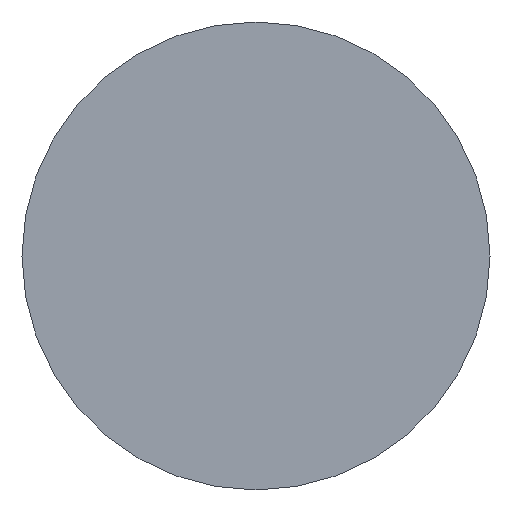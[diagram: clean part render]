
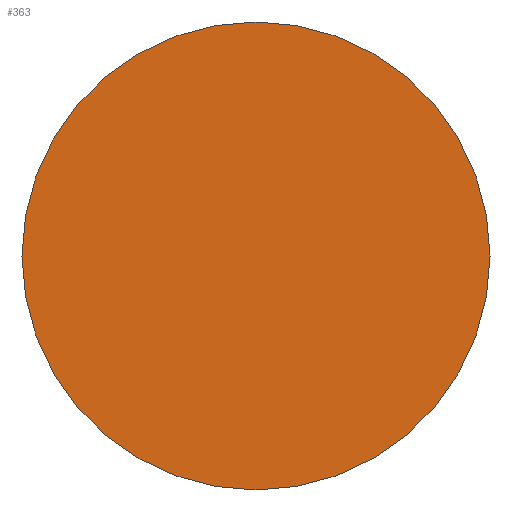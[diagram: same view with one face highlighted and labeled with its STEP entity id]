
A CAD part, front view. The second image highlights one B-rep face of the part: STEP entity #363.
In plain terms, the highlighted planar face has unit normal (0, -1, 0).
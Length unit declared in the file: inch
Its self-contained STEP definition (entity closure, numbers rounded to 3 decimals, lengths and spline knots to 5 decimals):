
#34 = FACE_OUTER_BOUND ( 'NONE', #412, .T. ) ;
#85 = DIRECTION ( 'NONE',  ( 0., 0., -1. ) ) ;
#87 = CARTESIAN_POINT ( 'NONE',  ( 0., 0., 0.3125 ) ) ;
#104 = VERTEX_POINT ( 'NONE', #87 ) ;
#138 = ORIENTED_EDGE ( 'NONE', *, *, #331, .T. ) ;
#141 = CARTESIAN_POINT ( 'NONE',  ( 0., 0., 0. ) ) ;
#151 = AXIS2_PLACEMENT_3D ( 'NONE', #141, #274, #413 ) ;
#175 = CARTESIAN_POINT ( 'NONE',  ( 0., 0., -0.3125 ) ) ;
#185 = ORIENTED_EDGE ( 'NONE', *, *, #230, .T. ) ;
#215 = CARTESIAN_POINT ( 'NONE',  ( 0., 0., 0. ) ) ;
#225 = AXIS2_PLACEMENT_3D ( 'NONE', #386, #269, #420 ) ;
#230 = EDGE_CURVE ( 'NONE', #104, #376, #381, .T. ) ;
#269 = DIRECTION ( 'NONE',  ( 0., -1., 0. ) ) ;
#274 = DIRECTION ( 'NONE',  ( 0., -1., 0. ) ) ;
#331 = EDGE_CURVE ( 'NONE', #376, #104, #428, .T. ) ;
#363 = ADVANCED_FACE ( 'NONE', ( #34 ), #457, .T. ) ;
#376 = VERTEX_POINT ( 'NONE', #175 ) ;
#381 = CIRCLE ( 'NONE', #437, 0.3125 ) ;
#386 = CARTESIAN_POINT ( 'NONE',  ( 0., 0., 0. ) ) ;
#397 = DIRECTION ( 'NONE',  ( 0., -1., 0. ) ) ;
#412 = EDGE_LOOP ( 'NONE', ( #138, #185 ) ) ;
#413 = DIRECTION ( 'NONE',  ( 0., 0., -1. ) ) ;
#420 = DIRECTION ( 'NONE',  ( 0., 0., -1. ) ) ;
#428 = CIRCLE ( 'NONE', #225, 0.3125 ) ;
#437 = AXIS2_PLACEMENT_3D ( 'NONE', #215, #397, #85 ) ;
#457 = PLANE ( 'NONE',  #151 ) ;
